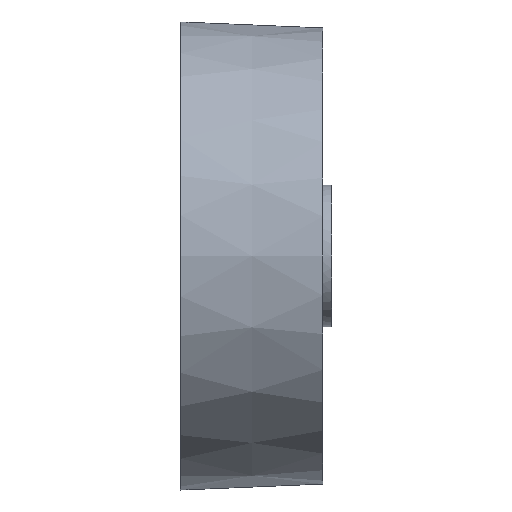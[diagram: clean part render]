
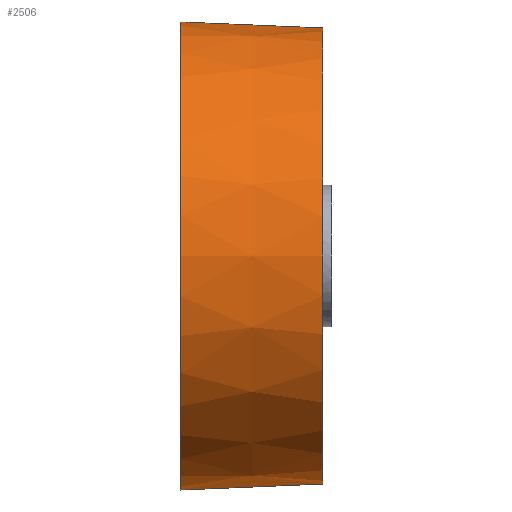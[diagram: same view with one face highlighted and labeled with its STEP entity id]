
A CAD part, left-side view. The second image highlights one B-rep face of the part: STEP entity #2506.
In plain terms, the highlighted conical face has half-angle 2.4 degrees and reference radius 238.5 mm.
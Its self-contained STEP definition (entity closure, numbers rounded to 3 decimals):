
#18 = CARTESIAN_POINT ( 'NONE',  ( 0., 0., 0. ) ) ;
#298 = EDGE_CURVE ( 'NONE', #3071, #4475, #5098, .T. ) ;
#366 = DIRECTION ( 'NONE',  ( 0., 0.999, -0.042 ) ) ;
#463 = CONICAL_SURFACE ( 'NONE', #4323, 238.5, 0.042 ) ;
#474 = CARTESIAN_POINT ( 'NONE',  ( 0., -145., 0. ) ) ;
#719 = CARTESIAN_POINT ( 'NONE',  ( 0., -145., -232.423 ) ) ;
#756 = DIRECTION ( 'NONE',  ( 0., 0., -1. ) ) ;
#1017 = VERTEX_POINT ( 'NONE', #5613 ) ;
#1574 = CARTESIAN_POINT ( 'NONE',  ( 0., -0.521, -238.478 ) ) ;
#2151 = CARTESIAN_POINT ( 'NONE',  ( 0., 0., 238.5 ) ) ;
#2506 = ADVANCED_FACE ( 'NONE', ( #3681 ), #463, .T. ) ;
#3071 = VERTEX_POINT ( 'NONE', #719 ) ;
#3088 = CARTESIAN_POINT ( 'NONE',  ( 0., -0.521, 0. ) ) ;
#3253 = EDGE_LOOP ( 'NONE', ( #5481, #4183, #5466, #5661 ) ) ;
#3469 = VECTOR ( 'NONE', #5339, 1000. ) ;
#3681 = FACE_OUTER_BOUND ( 'NONE', #3253, .T. ) ;
#3701 = DIRECTION ( 'NONE',  ( 0., 1., 0. ) ) ;
#3728 = VERTEX_POINT ( 'NONE', #1574 ) ;
#3748 = LINE ( 'NONE', #4896, #3893 ) ;
#3893 = VECTOR ( 'NONE', #366, 1000. ) ;
#3987 = EDGE_CURVE ( 'NONE', #1017, #3728, #5187, .T. ) ;
#4033 = AXIS2_PLACEMENT_3D ( 'NONE', #474, #4613, #4172 ) ;
#4172 = DIRECTION ( 'NONE',  ( 0., 0., 1. ) ) ;
#4180 = DIRECTION ( 'NONE',  ( 0., 0., 1. ) ) ;
#4183 = ORIENTED_EDGE ( 'NONE', *, *, #298, .T. ) ;
#4323 = AXIS2_PLACEMENT_3D ( 'NONE', #18, #3701, #4180 ) ;
#4475 = VERTEX_POINT ( 'NONE', #5870 ) ;
#4613 = DIRECTION ( 'NONE',  ( 0., 1., 0. ) ) ;
#4896 = CARTESIAN_POINT ( 'NONE',  ( 0., 0., -238.5 ) ) ;
#5098 = CIRCLE ( 'NONE', #4033, 232.423 ) ;
#5187 = CIRCLE ( 'NONE', #5843, 238.478 ) ;
#5296 = DIRECTION ( 'NONE',  ( 0., -1., 0. ) ) ;
#5317 = EDGE_CURVE ( 'NONE', #3071, #3728, #3748, .T. ) ;
#5339 = DIRECTION ( 'NONE',  ( 0., 0.999, 0.042 ) ) ;
#5466 = ORIENTED_EDGE ( 'NONE', *, *, #5848, .T. ) ;
#5481 = ORIENTED_EDGE ( 'NONE', *, *, #5317, .F. ) ;
#5613 = CARTESIAN_POINT ( 'NONE',  ( 0., -0.521, 238.478 ) ) ;
#5661 = ORIENTED_EDGE ( 'NONE', *, *, #3987, .T. ) ;
#5843 = AXIS2_PLACEMENT_3D ( 'NONE', #3088, #5296, #756 ) ;
#5848 = EDGE_CURVE ( 'NONE', #4475, #1017, #5906, .T. ) ;
#5870 = CARTESIAN_POINT ( 'NONE',  ( 0., -145., 232.423 ) ) ;
#5906 = LINE ( 'NONE', #2151, #3469 ) ;
